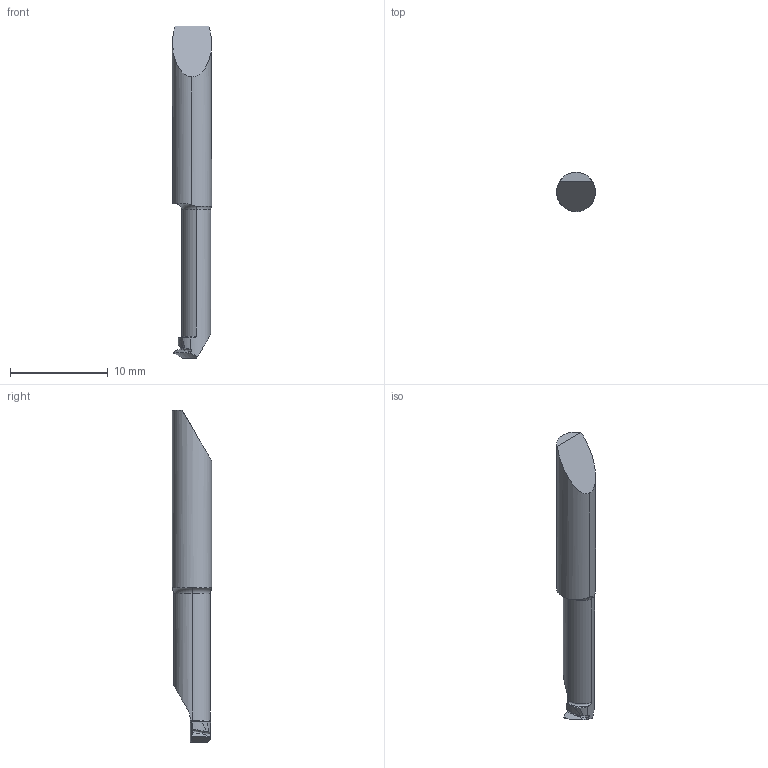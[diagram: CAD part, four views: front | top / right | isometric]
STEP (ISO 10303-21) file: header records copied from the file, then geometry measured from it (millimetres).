
FILE_DESCRIPTION(/* description */ (''),/* implementation_level */ '2;1');
FILE_NAME(/* name */ '1603707904841.stp',/* time_stamp */ '2020-10-26T15:55:11+05:00',/* author */ (''),/* organization */ ('SMS'),/* preprocessor_version */ 'ST-DEVELOPER v16.7',/* originating_system */ 'SIEMENS PLM Software NX 12.0',/* authorisation */ '');
FILE_SCHEMA (('AUTOMOTIVE_DESIGN { 1 0 10303 214 3 1 1 1 }'));
Length unit declared in the file: millimetre
Products named in the file (1): 203201457mod000_00
Bounding box: 4 x 4 x 34 mm (x, y, z)
Volume: 319.2 mm3; surface area: 392.6 mm2
Topology: 2 solids, 2 shells, 42 faces, 110 edges, 76 vertices
Faces by surface type: plane 14, bspline 10, cylinder 9, torus 8, cone 1
Entity records: 1697 total; most frequent: CARTESIAN_POINT 723, ORIENTED_EDGE 218, DIRECTION 153, EDGE_CURVE 109, VERTEX_POINT 71, AXIS2_PLACEMENT_3D 63, B_SPLINE_CURVE_WITH_KNOTS 49, ADVANCED_FACE 42
